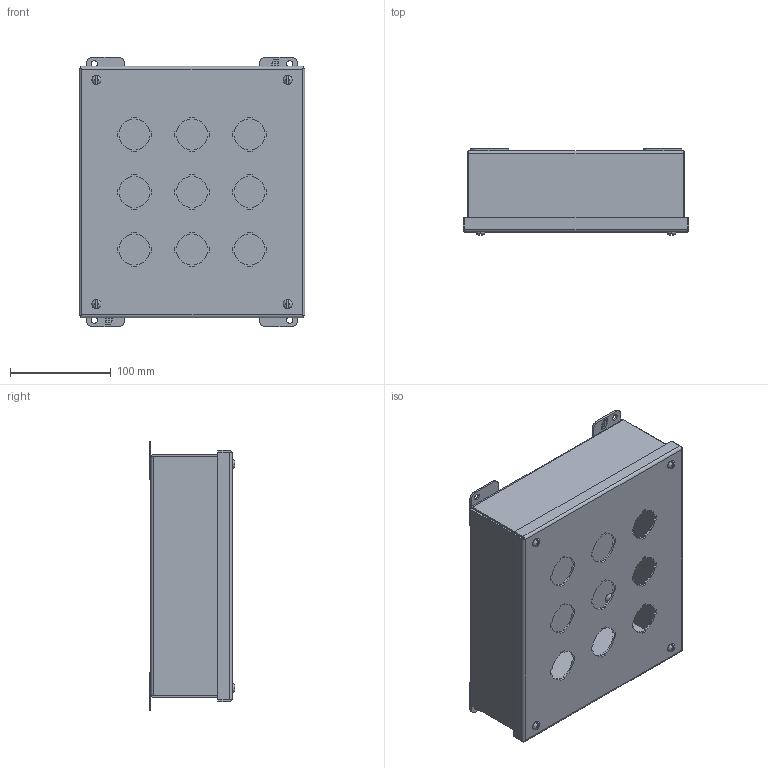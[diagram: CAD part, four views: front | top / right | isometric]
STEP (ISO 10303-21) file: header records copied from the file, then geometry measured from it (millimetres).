
FILE_DESCRIPTION (( 'STEP AP203' ), '1' );
FILE_NAME ('1435S16K_Default.step', '2019-11-08T18:27:38', ( '' ), ( '' ), 'SwSTEP 2.0', 'SolidWorks 2019', '' );
FILE_SCHEMA (( 'CONFIG_CONTROL_DESIGN' ));
Length unit declared in the file: inch
Products named in the file (1): 1435S16K_Default
Bounding box: 223.77 x 85.19 x 266.7 mm (x, y, z)
Volume: 406563.1 mm3; surface area: 425054.1 mm2
Topology: 23 solids, 23 shells, 749 faces, 1960 edges, 1273 vertices
Faces by surface type: plane 531, cylinder 188, cone 14, torus 8, bspline 8
Entity records: 23315 total; most frequent: CARTESIAN_POINT 4573, ORIENTED_EDGE 3916, DIRECTION 3774, EDGE_CURVE 1958, VECTOR 1434, LINE 1434, VERTEX_POINT 1273, AXIS2_PLACEMENT_3D 1170
